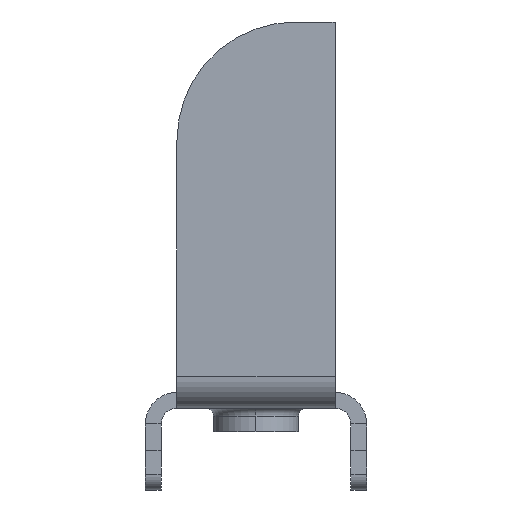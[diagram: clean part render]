
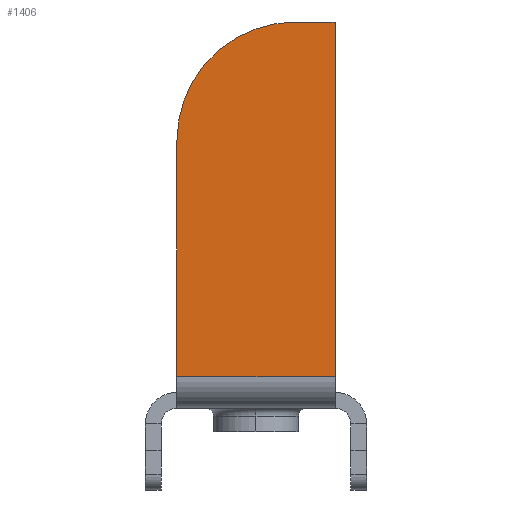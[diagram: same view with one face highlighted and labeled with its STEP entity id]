
A CAD part, left-side view. The second image highlights one B-rep face of the part: STEP entity #1406.
In plain terms, the highlighted planar face has unit normal (-1, 0, 0).
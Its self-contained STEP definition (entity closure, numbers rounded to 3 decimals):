
#175=DIRECTION('',(0.,0.,1.));
#176=VECTOR('',#175,29.858);
#177=CARTESIAN_POINT('',(-45.5,10.,2.));
#178=LINE('',#177,#176);
#179=CARTESIAN_POINT('',(-45.5,-5.,31.858));
#180=DIRECTION('',(1.,0.,0.));
#181=DIRECTION('',(0.,1.,0.));
#182=AXIS2_PLACEMENT_3D('',#179,#180,#181);
#184=DIRECTION('',(0.,-1.,0.));
#185=VECTOR('',#184,5.);
#186=CARTESIAN_POINT('',(-45.5,-5.,46.858));
#187=LINE('',#186,#185);
#188=DIRECTION('',(0.,0.,-1.));
#189=VECTOR('',#188,44.858);
#190=CARTESIAN_POINT('',(-45.5,-10.,46.858));
#191=LINE('',#190,#189);
#192=DIRECTION('',(0.,1.,0.));
#193=VECTOR('',#192,20.);
#194=CARTESIAN_POINT('',(-45.5,-10.,2.));
#195=LINE('',#194,#193);
#988=CARTESIAN_POINT('',(-45.5,10.,31.858));
#989=CARTESIAN_POINT('',(-45.5,-5.,46.858));
#990=VERTEX_POINT('',#988);
#991=VERTEX_POINT('',#989);
#1048=CARTESIAN_POINT('',(-45.5,-10.,46.858));
#1049=VERTEX_POINT('',#1048);
#1100=CARTESIAN_POINT('',(-45.5,10.,2.));
#1101=VERTEX_POINT('',#1100);
#1104=CARTESIAN_POINT('',(-45.5,-10.,2.));
#1105=VERTEX_POINT('',#1104);
#1391=CARTESIAN_POINT('',(-45.5,0.,-43.642));
#1392=DIRECTION('',(1.,0.,0.));
#1393=DIRECTION('',(0.,0.,-1.));
#1394=AXIS2_PLACEMENT_3D('',#1391,#1392,#1393);
#1395=PLANE('',#1394);
#1397=ORIENTED_EDGE('',*,*,#1396,.T.);
#1398=ORIENTED_EDGE('',*,*,#1327,.T.);
#1400=ORIENTED_EDGE('',*,*,#1399,.T.);
#1402=ORIENTED_EDGE('',*,*,#1401,.T.);
#1403=ORIENTED_EDGE('',*,*,#1383,.T.);
#1404=EDGE_LOOP('',(#1397,#1398,#1400,#1402,#1403));
#1405=FACE_OUTER_BOUND('',#1404,.F.);
#1406=ADVANCED_FACE('',(#1405),#1395,.F.);
#183=CIRCLE('',#182,15.);
#1327=EDGE_CURVE('',#1101,#990,#178,.T.);
#1383=EDGE_CURVE('',#1049,#1105,#191,.T.);
#1396=EDGE_CURVE('',#1105,#1101,#195,.T.);
#1399=EDGE_CURVE('',#990,#991,#183,.T.);
#1401=EDGE_CURVE('',#991,#1049,#187,.T.);
